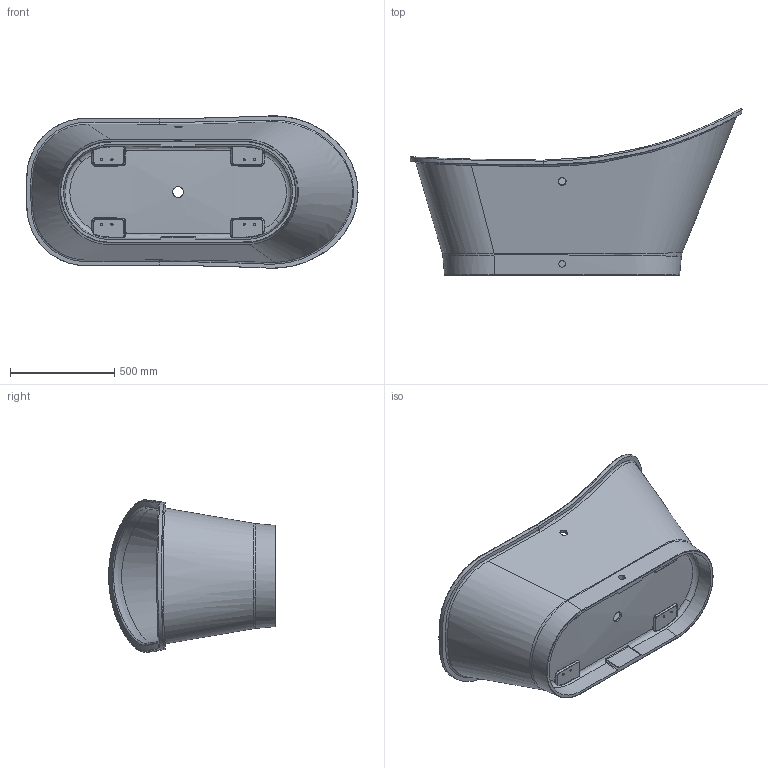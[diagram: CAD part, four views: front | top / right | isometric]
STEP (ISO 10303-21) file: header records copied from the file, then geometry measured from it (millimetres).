
FILE_DESCRIPTION (( 'STEP AP203' ), '1' );
FILE_NAME ('6229801610.STEP', '2020-12-15T13:11:51', ( '' ), ( '' ), 'SwSTEP 2.0', 'SolidWorks 2019', '' );
FILE_SCHEMA (( 'CONFIG_CONTROL_DESIGN' ));
Length unit declared in the file: millimetre
Products named in the file (1): 6229801610
Bounding box: 1594.88 x 801.25 x 731.93 mm (x, y, z)
Volume: 43564644 mm3; surface area: 5170320.8 mm2
Topology: 1 solids, 1 shells, 186 faces, 458 edges, 282 vertices
Faces by surface type: bspline 97, cylinder 42, plane 31, cone 8, torus 8
Entity records: 34979 total; most frequent: CARTESIAN_POINT 31238, ORIENTED_EDGE 916, DIRECTION 546, EDGE_CURVE 458, VERTEX_POINT 282, AXIS2_PLACEMENT_3D 232, B_SPLINE_CURVE_WITH_KNOTS 228, EDGE_LOOP 200
